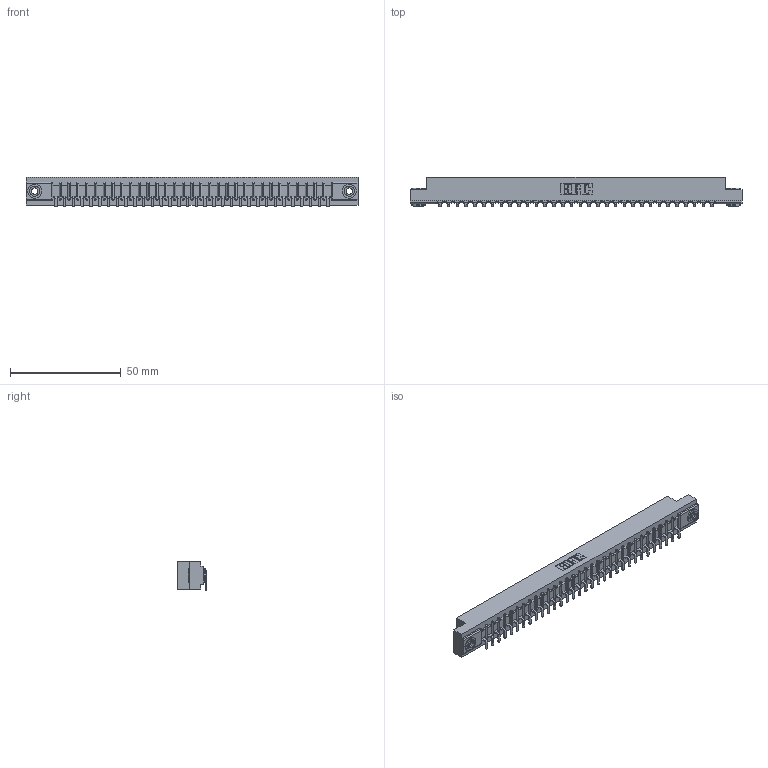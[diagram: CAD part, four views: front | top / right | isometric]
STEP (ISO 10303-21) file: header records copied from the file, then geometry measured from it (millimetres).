
FILE_DESCRIPTION (( 'STEP AP203' ), '1' );
FILE_NAME ('307-032-453-103.STEP', '2020-09-28T16:47:50', ( '' ), ( '' ), 'SwSTEP 2.0', 'SolidWorks 2020', '' );
FILE_SCHEMA (( 'CONFIG_CONTROL_DESIGN' ));
Length unit declared in the file: inch
Products named in the file (4): 307-290-002_553; 307-032-453-103; 345-250-002_345-250-002-102; 307 Part_.156 Dia Mounting Holes
Assembly tree (35 placements, depth 2):
  307-032-453-103
    307 Part_.156 Dia Mounting Holes
    307-290-002_553  x32
    345-250-002_345-250-002-102  x2
Bounding box: 149.81 x 13.36 x 13.5 mm (x, y, z)
Volume: 15958.1 mm3; surface area: 20090 mm2
Topology: 35 solids, 35 shells, 2699 faces, 8243 edges, 5402 vertices
Faces by surface type: plane 1598, cylinder 1027, sphere 66, cone 8
Entity records: 30585 total; most frequent: CARTESIAN_POINT 5137, ORIENTED_EDGE 5118, DIRECTION 5011, EDGE_CURVE 2559, LINE 1947, VECTOR 1947, VERTEX_POINT 1658, AXIS2_PLACEMENT_3D 1532
